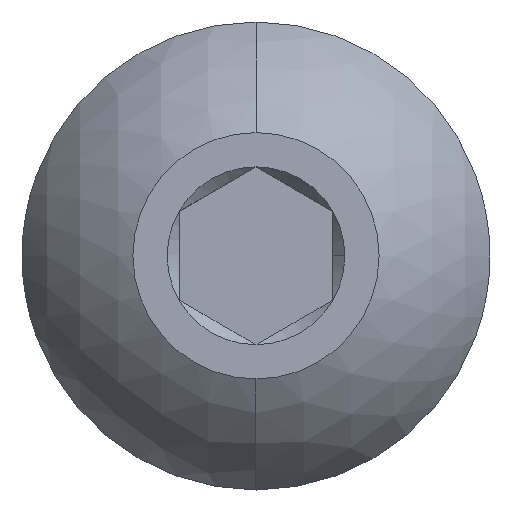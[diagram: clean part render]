
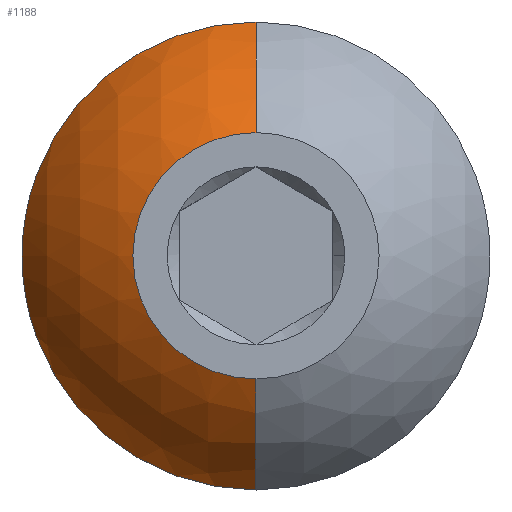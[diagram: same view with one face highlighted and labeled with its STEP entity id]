
A CAD part, top view. The second image highlights one B-rep face of the part: STEP entity #1188.
In plain terms, the highlighted spherical face has radius 4.229 mm.
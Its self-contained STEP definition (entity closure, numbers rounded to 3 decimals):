
#23 = DIRECTION ( 'NONE',  ( 0., 0., 1. ) ) ;
#57 = CIRCLE ( 'NONE', #2332, 4.229 ) ;
#137 = VERTEX_POINT ( 'NONE', #1208 ) ;
#150 = CARTESIAN_POINT ( 'NONE',  ( 0., -3.8, 1.73 ) ) ;
#158 = DIRECTION ( 'NONE',  ( 0., -1., 0. ) ) ;
#188 = CARTESIAN_POINT ( 'NONE',  ( 0., 0., 3.6 ) ) ;
#194 = VERTEX_POINT ( 'NONE', #150 ) ;
#200 = DIRECTION ( 'NONE',  ( 0., -1., 0. ) ) ;
#267 = AXIS2_PLACEMENT_3D ( 'NONE', #2195, #23, #1495 ) ;
#342 = CIRCLE ( 'NONE', #267, 3.8 ) ;
#397 = VERTEX_POINT ( 'NONE', #691 ) ;
#691 = CARTESIAN_POINT ( 'NONE',  ( 0., 3.8, 1.73 ) ) ;
#759 = DIRECTION ( 'NONE',  ( 1., 0., 0. ) ) ;
#864 = CARTESIAN_POINT ( 'NONE',  ( 0., 0., -0.126 ) ) ;
#944 = FACE_OUTER_BOUND ( 'NONE', #2124, .T. ) ;
#982 = ORIENTED_EDGE ( 'NONE', *, *, #1500, .T. ) ;
#997 = ORIENTED_EDGE ( 'NONE', *, *, #2352, .F. ) ;
#1069 = DIRECTION ( 'NONE',  ( -1., 0., 0. ) ) ;
#1188 = ADVANCED_FACE ( 'NONE', ( #944 ), #1558, .T. ) ;
#1208 = CARTESIAN_POINT ( 'NONE',  ( 0., 2., 3.6 ) ) ;
#1271 = VERTEX_POINT ( 'NONE', #1940 ) ;
#1320 = DIRECTION ( 'NONE',  ( 0., 0., -1. ) ) ;
#1352 = ORIENTED_EDGE ( 'NONE', *, *, #1755, .T. ) ;
#1407 = CARTESIAN_POINT ( 'NONE',  ( 0., 0., -0.126 ) ) ;
#1495 = DIRECTION ( 'NONE',  ( 0., -1., 0. ) ) ;
#1500 = EDGE_CURVE ( 'NONE', #397, #194, #342, .T. ) ;
#1504 = ORIENTED_EDGE ( 'NONE', *, *, #1835, .F. ) ;
#1534 = AXIS2_PLACEMENT_3D ( 'NONE', #188, #1635, #200 ) ;
#1558 = SPHERICAL_SURFACE ( 'NONE', #1864, 4.229 ) ;
#1569 = DIRECTION ( 'NONE',  ( -1., 0., 0. ) ) ;
#1635 = DIRECTION ( 'NONE',  ( 0., 0., 1. ) ) ;
#1755 = EDGE_CURVE ( 'NONE', #194, #1271, #2132, .T. ) ;
#1756 = DIRECTION ( 'NONE',  ( 0., 1., 0. ) ) ;
#1835 = EDGE_CURVE ( 'NONE', #137, #1271, #2053, .T. ) ;
#1864 = AXIS2_PLACEMENT_3D ( 'NONE', #1407, #1569, #1756 ) ;
#1940 = CARTESIAN_POINT ( 'NONE',  ( 0., -2., 3.6 ) ) ;
#2053 = CIRCLE ( 'NONE', #1534, 2. ) ;
#2097 = AXIS2_PLACEMENT_3D ( 'NONE', #864, #1069, #158 ) ;
#2124 = EDGE_LOOP ( 'NONE', ( #982, #1352, #1504, #997 ) ) ;
#2132 = CIRCLE ( 'NONE', #2097, 4.229 ) ;
#2195 = CARTESIAN_POINT ( 'NONE',  ( 0., 0., 1.73 ) ) ;
#2224 = CARTESIAN_POINT ( 'NONE',  ( 0., 0., -0.126 ) ) ;
#2332 = AXIS2_PLACEMENT_3D ( 'NONE', #2224, #759, #1320 ) ;
#2352 = EDGE_CURVE ( 'NONE', #397, #137, #57, .T. ) ;
